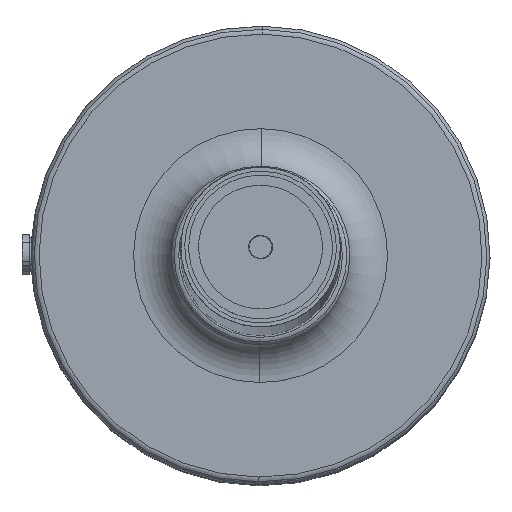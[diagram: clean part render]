
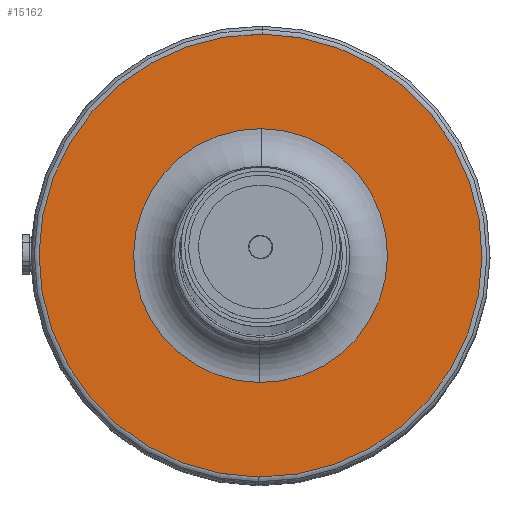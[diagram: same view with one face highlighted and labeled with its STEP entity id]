
A CAD part, top view. The second image highlights one B-rep face of the part: STEP entity #15162.
In plain terms, the highlighted planar face has unit normal (0, 0, 1).
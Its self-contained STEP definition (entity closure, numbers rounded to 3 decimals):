
#3324 = PLANE ( 'NONE',  #51956 ) ;
#3537 = ORIENTED_EDGE ( 'NONE', *, *, #49292, .T. ) ;
#5357 = DIRECTION ( 'NONE',  ( 0.008, 1., 0. ) ) ;
#5827 = EDGE_CURVE ( 'NONE', #39595, #34937, #37768, .T. ) ;
#6509 = VERTEX_POINT ( 'NONE', #15243 ) ;
#9464 = CARTESIAN_POINT ( 'NONE',  ( -57.772, -19.241, 97.058 ) ) ;
#9983 = CIRCLE ( 'NONE', #10310, 55.5 ) ;
#9989 = AXIS2_PLACEMENT_3D ( 'NONE', #35543, #19114, #47965 ) ;
#10310 = AXIS2_PLACEMENT_3D ( 'NONE', #34767, #10339, #42028 ) ;
#10339 = DIRECTION ( 'NONE',  ( 0., 0., 1. ) ) ;
#12743 = ORIENTED_EDGE ( 'NONE', *, *, #41455, .T. ) ;
#15042 = FACE_OUTER_BOUND ( 'NONE', #37562, .T. ) ;
#15162 = ADVANCED_FACE ( 'NONE', ( #15042, #52060 ), #3324, .T. ) ;
#15243 = CARTESIAN_POINT ( 'NONE',  ( -58.018, -51.054, 97.058 ) ) ;
#19114 = DIRECTION ( 'NONE',  ( 0., 0., -1. ) ) ;
#22710 = AXIS2_PLACEMENT_3D ( 'NONE', #29218, #37087, #33315 ) ;
#23793 = DIRECTION ( 'NONE',  ( 0.008, 1., 0. ) ) ;
#23880 = EDGE_LOOP ( 'NONE', ( #12743, #36517 ) ) ;
#26677 = CARTESIAN_POINT ( 'NONE',  ( -57.343, 36.257, 97.058 ) ) ;
#29218 = CARTESIAN_POINT ( 'NONE',  ( -57.772, -19.241, 97.058 ) ) ;
#31829 = DIRECTION ( 'NONE',  ( 0., 0., 1. ) ) ;
#33315 = DIRECTION ( 'NONE',  ( 0.008, 1., 0. ) ) ;
#33903 = VERTEX_POINT ( 'NONE', #47254 ) ;
#34767 = CARTESIAN_POINT ( 'NONE',  ( -57.772, -19.241, 97.058 ) ) ;
#34937 = VERTEX_POINT ( 'NONE', #43077 ) ;
#35543 = CARTESIAN_POINT ( 'NONE',  ( -57.772, -19.241, 97.058 ) ) ;
#36142 = CARTESIAN_POINT ( 'NONE',  ( -57.772, -19.241, 97.058 ) ) ;
#36517 = ORIENTED_EDGE ( 'NONE', *, *, #41084, .T. ) ;
#37087 = DIRECTION ( 'NONE',  ( 0., 0., 1. ) ) ;
#37562 = EDGE_LOOP ( 'NONE', ( #50268, #3537 ) ) ;
#37768 = CIRCLE ( 'NONE', #22710, 55.5 ) ;
#39595 = VERTEX_POINT ( 'NONE', #26677 ) ;
#40597 = CIRCLE ( 'NONE', #42729, 31.814 ) ;
#41084 = EDGE_CURVE ( 'NONE', #6509, #33903, #47649, .T. ) ;
#41455 = EDGE_CURVE ( 'NONE', #33903, #6509, #40597, .T. ) ;
#41494 = DIRECTION ( 'NONE',  ( 0., 0., -1. ) ) ;
#42028 = DIRECTION ( 'NONE',  ( 0.008, 1., 0. ) ) ;
#42729 = AXIS2_PLACEMENT_3D ( 'NONE', #9464, #41494, #5357 ) ;
#43077 = CARTESIAN_POINT ( 'NONE',  ( -58.201, -74.74, 97.058 ) ) ;
#47254 = CARTESIAN_POINT ( 'NONE',  ( -57.526, 12.571, 97.058 ) ) ;
#47649 = CIRCLE ( 'NONE', #9989, 31.814 ) ;
#47965 = DIRECTION ( 'NONE',  ( 0.008, 1., 0. ) ) ;
#49292 = EDGE_CURVE ( 'NONE', #34937, #39595, #9983, .T. ) ;
#50268 = ORIENTED_EDGE ( 'NONE', *, *, #5827, .T. ) ;
#51956 = AXIS2_PLACEMENT_3D ( 'NONE', #36142, #31829, #23793 ) ;
#52060 = FACE_BOUND ( 'NONE', #23880, .T. ) ;
